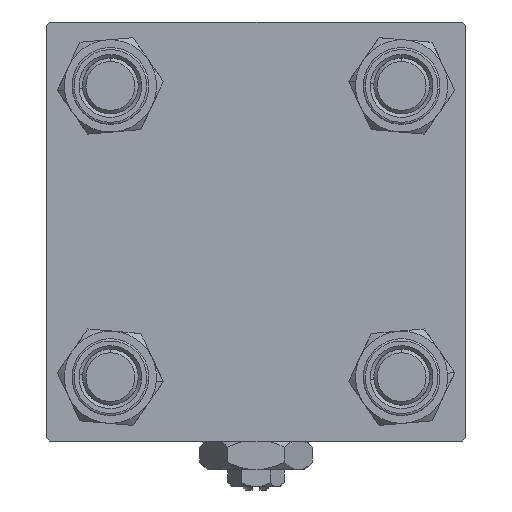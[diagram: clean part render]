
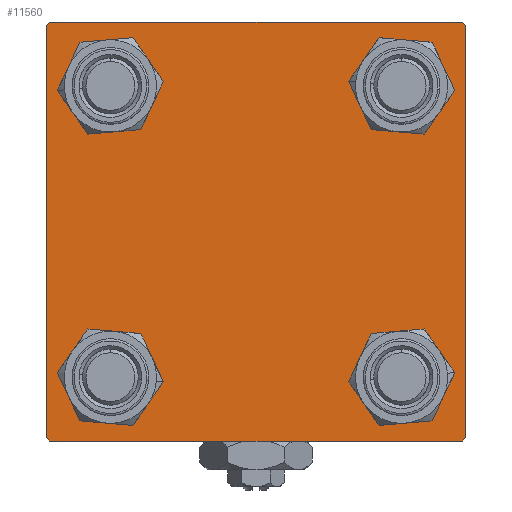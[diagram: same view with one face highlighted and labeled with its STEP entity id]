
A CAD part, left-side view. The second image highlights one B-rep face of the part: STEP entity #11560.
In plain terms, the highlighted planar face has unit normal (-1, 0, 0).
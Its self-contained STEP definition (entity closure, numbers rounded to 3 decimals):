
#104 = CARTESIAN_POINT ( 'NONE',  ( 0., -30., 29.5 ) ) ;
#232 = CARTESIAN_POINT ( 'NONE',  ( 0., 20.85, 25.35 ) ) ;
#536 = EDGE_CURVE ( 'NONE', #8664, #743, #49854, .T. ) ;
#743 = VERTEX_POINT ( 'NONE', #1711 ) ;
#948 = AXIS2_PLACEMENT_3D ( 'NONE', #36116, #3459, #3760 ) ;
#1228 = EDGE_CURVE ( 'NONE', #56010, #26543, #55593, .T. ) ;
#1584 = VERTEX_POINT ( 'NONE', #4311 ) ;
#1711 = CARTESIAN_POINT ( 'NONE',  ( 0., 20.85, -25.35 ) ) ;
#1732 = CARTESIAN_POINT ( 'NONE',  ( 0., -20.85, -20.85 ) ) ;
#2230 = DIRECTION ( 'NONE',  ( 1., 0., 0. ) ) ;
#2308 = ORIENTED_EDGE ( 'NONE', *, *, #21070, .T. ) ;
#3222 = CARTESIAN_POINT ( 'NONE',  ( 0., -20.85, -25.35 ) ) ;
#3459 = DIRECTION ( 'NONE',  ( -1., 0., 0. ) ) ;
#3760 = DIRECTION ( 'NONE',  ( 0., 0., 1. ) ) ;
#4311 = CARTESIAN_POINT ( 'NONE',  ( 0., -29.5, -30. ) ) ;
#4632 = DIRECTION ( 'NONE',  ( 1., 0., 0. ) ) ;
#4680 = EDGE_CURVE ( 'NONE', #40857, #36374, #21554, .T. ) ;
#4694 = ORIENTED_EDGE ( 'NONE', *, *, #33192, .T. ) ;
#4723 = DIRECTION ( 'NONE',  ( 0., -0.707, 0.707 ) ) ;
#5292 = VERTEX_POINT ( 'NONE', #7911 ) ;
#5617 = CIRCLE ( 'NONE', #38787, 4.5 ) ;
#5642 = VERTEX_POINT ( 'NONE', #49425 ) ;
#5888 = DIRECTION ( 'NONE',  ( 0., 0., 1. ) ) ;
#6022 = EDGE_LOOP ( 'NONE', ( #42753, #33243 ) ) ;
#7911 = CARTESIAN_POINT ( 'NONE',  ( 0., 29.5, 30. ) ) ;
#8420 = CIRCLE ( 'NONE', #58687, 4.5 ) ;
#8502 = ORIENTED_EDGE ( 'NONE', *, *, #1228, .T. ) ;
#8664 = VERTEX_POINT ( 'NONE', #46923 ) ;
#9040 = CARTESIAN_POINT ( 'NONE',  ( 0., 29.5, -30. ) ) ;
#9122 = CARTESIAN_POINT ( 'NONE',  ( 0., 20.85, -20.85 ) ) ;
#9487 = EDGE_CURVE ( 'NONE', #27817, #17324, #28376, .T. ) ;
#9522 = VECTOR ( 'NONE', #52227, 1000. ) ;
#10360 = LINE ( 'NONE', #23420, #20891 ) ;
#10780 = EDGE_CURVE ( 'NONE', #5292, #23422, #20273, .T. ) ;
#10956 = CIRCLE ( 'NONE', #15686, 4.5 ) ;
#11560 = ADVANCED_FACE ( 'NONE', ( #40276, #30496, #31670, #58367, #53647 ), #40573, .T. ) ;
#12026 = EDGE_CURVE ( 'NONE', #21193, #56010, #52994, .T. ) ;
#12956 = EDGE_CURVE ( 'NONE', #1584, #5642, #10360, .T. ) ;
#13575 = ORIENTED_EDGE ( 'NONE', *, *, #12026, .T. ) ;
#13630 = EDGE_CURVE ( 'NONE', #743, #8664, #51271, .T. ) ;
#13845 = EDGE_CURVE ( 'NONE', #19626, #23422, #43022, .T. ) ;
#14892 = DIRECTION ( 'NONE',  ( 0., -0.707, -0.707 ) ) ;
#15407 = CARTESIAN_POINT ( 'NONE',  ( 0., -29.75, 29.75 ) ) ;
#15686 = AXIS2_PLACEMENT_3D ( 'NONE', #21346, #57568, #30567 ) ;
#15791 = CARTESIAN_POINT ( 'NONE',  ( 0., 30., 30. ) ) ;
#15902 = CARTESIAN_POINT ( 'NONE',  ( 0., -29.5, 30. ) ) ;
#17168 = CARTESIAN_POINT ( 'NONE',  ( 0., -20.85, 16.35 ) ) ;
#17178 = EDGE_LOOP ( 'NONE', ( #17524, #37095 ) ) ;
#17324 = VERTEX_POINT ( 'NONE', #3222 ) ;
#17435 = DIRECTION ( 'NONE',  ( 0., 0., 1. ) ) ;
#17524 = ORIENTED_EDGE ( 'NONE', *, *, #57658, .T. ) ;
#19192 = ORIENTED_EDGE ( 'NONE', *, *, #12956, .T. ) ;
#19626 = VERTEX_POINT ( 'NONE', #104 ) ;
#20046 = CARTESIAN_POINT ( 'NONE',  ( 0., -20.85, -16.35 ) ) ;
#20273 = LINE ( 'NONE', #15791, #35045 ) ;
#20331 = DIRECTION ( 'NONE',  ( 0., 0., 1. ) ) ;
#20390 = ORIENTED_EDGE ( 'NONE', *, *, #9487, .T. ) ;
#20891 = VECTOR ( 'NONE', #4723, 1000. ) ;
#21070 = EDGE_CURVE ( 'NONE', #49779, #31869, #10956, .T. ) ;
#21133 = DIRECTION ( 'NONE',  ( 0., -1., 0. ) ) ;
#21193 = VERTEX_POINT ( 'NONE', #55789 ) ;
#21346 = CARTESIAN_POINT ( 'NONE',  ( 0., 20.85, 20.85 ) ) ;
#21554 = CIRCLE ( 'NONE', #52851, 4.5 ) ;
#23120 = ORIENTED_EDGE ( 'NONE', *, *, #10780, .F. ) ;
#23420 = CARTESIAN_POINT ( 'NONE',  ( 0., -29.75, -29.75 ) ) ;
#23422 = VERTEX_POINT ( 'NONE', #15902 ) ;
#24516 = EDGE_CURVE ( 'NONE', #19626, #5642, #50465, .T. ) ;
#24592 = ORIENTED_EDGE ( 'NONE', *, *, #27392, .T. ) ;
#25446 = DIRECTION ( 'NONE',  ( 0., 0., 1. ) ) ;
#25593 = VECTOR ( 'NONE', #38682, 1000. ) ;
#26246 = DIRECTION ( 'NONE',  ( 0., 0., -1. ) ) ;
#26543 = VERTEX_POINT ( 'NONE', #9040 ) ;
#27134 = DIRECTION ( 'NONE',  ( 1., 0., 0. ) ) ;
#27197 = DIRECTION ( 'NONE',  ( 0., 0., 1. ) ) ;
#27392 = EDGE_CURVE ( 'NONE', #5292, #21193, #32593, .T. ) ;
#27599 = EDGE_LOOP ( 'NONE', ( #13575, #8502, #4694, #19192, #50164, #50373, #23120, #24592 ) ) ;
#27817 = VERTEX_POINT ( 'NONE', #20046 ) ;
#28376 = CIRCLE ( 'NONE', #37863, 4.5 ) ;
#28641 = DIRECTION ( 'NONE',  ( 1., 0., 0. ) ) ;
#29210 = CARTESIAN_POINT ( 'NONE',  ( 0., 30., -30. ) ) ;
#30424 = CARTESIAN_POINT ( 'NONE',  ( 0., 30., 30. ) ) ;
#30496 = FACE_BOUND ( 'NONE', #44515, .T. ) ;
#30567 = DIRECTION ( 'NONE',  ( 0., 0., 1. ) ) ;
#31670 = FACE_BOUND ( 'NONE', #6022, .T. ) ;
#31869 = VERTEX_POINT ( 'NONE', #232 ) ;
#32593 = LINE ( 'NONE', #50708, #47243 ) ;
#33192 = EDGE_CURVE ( 'NONE', #26543, #1584, #43144, .T. ) ;
#33243 = ORIENTED_EDGE ( 'NONE', *, *, #13630, .T. ) ;
#33262 = AXIS2_PLACEMENT_3D ( 'NONE', #42805, #33882, #34455 ) ;
#33300 = AXIS2_PLACEMENT_3D ( 'NONE', #1732, #51334, #5888 ) ;
#33882 = DIRECTION ( 'NONE',  ( 1., 0., 0. ) ) ;
#34455 = DIRECTION ( 'NONE',  ( 0., 0., 1. ) ) ;
#34848 = CARTESIAN_POINT ( 'NONE',  ( 0., -20.85, -20.85 ) ) ;
#35045 = VECTOR ( 'NONE', #21133, 1000. ) ;
#35381 = EDGE_CURVE ( 'NONE', #31869, #49779, #8420, .T. ) ;
#35494 = CARTESIAN_POINT ( 'NONE',  ( 0., 20.85, 16.35 ) ) ;
#35778 = CARTESIAN_POINT ( 'NONE',  ( 0., 30., -29.5 ) ) ;
#36116 = CARTESIAN_POINT ( 'NONE',  ( 0., 0., 0. ) ) ;
#36374 = VERTEX_POINT ( 'NONE', #55590 ) ;
#37095 = ORIENTED_EDGE ( 'NONE', *, *, #4680, .T. ) ;
#37651 = VECTOR ( 'NONE', #45414, 1000. ) ;
#37863 = AXIS2_PLACEMENT_3D ( 'NONE', #34848, #2230, #20331 ) ;
#38682 = DIRECTION ( 'NONE',  ( 0., -1., 0. ) ) ;
#38787 = AXIS2_PLACEMENT_3D ( 'NONE', #57499, #27134, #25446 ) ;
#40276 = FACE_BOUND ( 'NONE', #17178, .T. ) ;
#40434 = AXIS2_PLACEMENT_3D ( 'NONE', #9122, #53101, #17435 ) ;
#40573 = PLANE ( 'NONE',  #948 ) ;
#40857 = VERTEX_POINT ( 'NONE', #17168 ) ;
#40942 = EDGE_CURVE ( 'NONE', #17324, #27817, #52242, .T. ) ;
#42527 = CARTESIAN_POINT ( 'NONE',  ( 0., 29.75, -29.75 ) ) ;
#42753 = ORIENTED_EDGE ( 'NONE', *, *, #536, .T. ) ;
#42805 = CARTESIAN_POINT ( 'NONE',  ( 0., 20.85, -20.85 ) ) ;
#43022 = LINE ( 'NONE', #15407, #9522 ) ;
#43144 = LINE ( 'NONE', #29210, #25593 ) ;
#43850 = EDGE_LOOP ( 'NONE', ( #57162, #2308 ) ) ;
#44203 = VECTOR ( 'NONE', #14892, 1000. ) ;
#44515 = EDGE_LOOP ( 'NONE', ( #20390, #48186 ) ) ;
#45318 = CARTESIAN_POINT ( 'NONE',  ( 0., -20.85, 20.85 ) ) ;
#45414 = DIRECTION ( 'NONE',  ( 0., 0., -1. ) ) ;
#46923 = CARTESIAN_POINT ( 'NONE',  ( 0., 20.85, -16.35 ) ) ;
#47243 = VECTOR ( 'NONE', #51602, 1000. ) ;
#48186 = ORIENTED_EDGE ( 'NONE', *, *, #40942, .T. ) ;
#49425 = CARTESIAN_POINT ( 'NONE',  ( 0., -30., -29.5 ) ) ;
#49779 = VERTEX_POINT ( 'NONE', #35494 ) ;
#49854 = CIRCLE ( 'NONE', #40434, 4.5 ) ;
#50164 = ORIENTED_EDGE ( 'NONE', *, *, #24516, .F. ) ;
#50373 = ORIENTED_EDGE ( 'NONE', *, *, #13845, .T. ) ;
#50465 = LINE ( 'NONE', #54030, #37651 ) ;
#50708 = CARTESIAN_POINT ( 'NONE',  ( 0., 29.75, 29.75 ) ) ;
#51237 = VECTOR ( 'NONE', #26246, 1000. ) ;
#51271 = CIRCLE ( 'NONE', #33262, 4.5 ) ;
#51334 = DIRECTION ( 'NONE',  ( 1., 0., 0. ) ) ;
#51602 = DIRECTION ( 'NONE',  ( 0., 0.707, -0.707 ) ) ;
#52227 = DIRECTION ( 'NONE',  ( 0., 0.707, 0.707 ) ) ;
#52242 = CIRCLE ( 'NONE', #33300, 4.5 ) ;
#52851 = AXIS2_PLACEMENT_3D ( 'NONE', #45318, #4632, #27197 ) ;
#52994 = LINE ( 'NONE', #30424, #51237 ) ;
#53101 = DIRECTION ( 'NONE',  ( 1., 0., 0. ) ) ;
#53647 = FACE_OUTER_BOUND ( 'NONE', #27599, .T. ) ;
#54030 = CARTESIAN_POINT ( 'NONE',  ( 0., -30., 30. ) ) ;
#55590 = CARTESIAN_POINT ( 'NONE',  ( 0., -20.85, 25.35 ) ) ;
#55593 = LINE ( 'NONE', #42527, #44203 ) ;
#55789 = CARTESIAN_POINT ( 'NONE',  ( 0., 30., 29.5 ) ) ;
#56010 = VERTEX_POINT ( 'NONE', #35778 ) ;
#56742 = DIRECTION ( 'NONE',  ( 0., 0., 1. ) ) ;
#57162 = ORIENTED_EDGE ( 'NONE', *, *, #35381, .T. ) ;
#57302 = CARTESIAN_POINT ( 'NONE',  ( 0., 20.85, 20.85 ) ) ;
#57499 = CARTESIAN_POINT ( 'NONE',  ( 0., -20.85, 20.85 ) ) ;
#57568 = DIRECTION ( 'NONE',  ( 1., 0., 0. ) ) ;
#57658 = EDGE_CURVE ( 'NONE', #36374, #40857, #5617, .T. ) ;
#58367 = FACE_BOUND ( 'NONE', #43850, .T. ) ;
#58687 = AXIS2_PLACEMENT_3D ( 'NONE', #57302, #28641, #56742 ) ;
